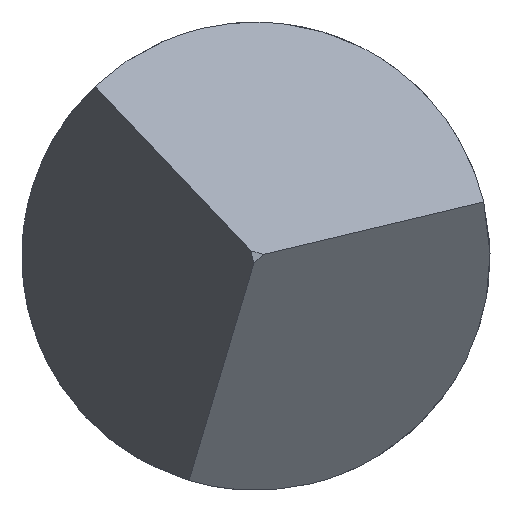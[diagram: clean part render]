
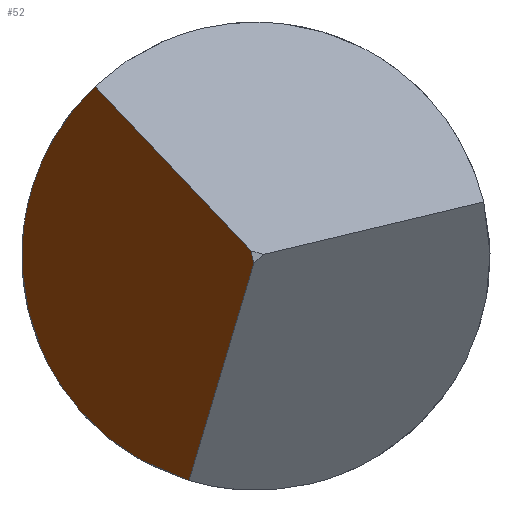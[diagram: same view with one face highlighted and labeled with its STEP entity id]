
A CAD part, left-side view. The second image highlights one B-rep face of the part: STEP entity #52.
In plain terms, the highlighted planar face has unit normal (-0.545, 0.816, -0.194).
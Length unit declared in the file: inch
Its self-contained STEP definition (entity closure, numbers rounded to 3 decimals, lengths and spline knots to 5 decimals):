
#27 = PLANE ( 'NONE',  #1016 ) ;
#43 = CARTESIAN_POINT ( 'NONE',  ( -0.5165, 0.21664, 0.90767 ) ) ;
#44 = DIRECTION ( 'NONE',  ( -0.545, 0.816, -0.194 ) ) ;
#47 = DIRECTION ( 'NONE',  ( -0.839, -0.53, 0.126 ) ) ;
#52 = ADVANCED_FACE ( 'NONE', ( #858 ), #27, .T. ) ;
#89 = VERTEX_POINT ( 'NONE', #381 ) ;
#98 =( BOUNDED_CURVE ( )  B_SPLINE_CURVE ( 3, ( #883, #946, #863, #861 ),
 .UNSPECIFIED., .F., .F. ) 
 B_SPLINE_CURVE_WITH_KNOTS ( ( 4, 4 ),
 ( 2.0944, 4.18879 ),
 .UNSPECIFIED. ) 
 CURVE ( )  GEOMETRIC_REPRESENTATION_ITEM ( )  RATIONAL_B_SPLINE_CURVE ( ( 1., 0.667, 0.667, 1. ) ) 
 REPRESENTATION_ITEM ( '' )  );
#109 = VERTEX_POINT ( 'NONE', #523 ) ;
#169 = CARTESIAN_POINT ( 'NONE',  ( -0.5165, 0.21664, 0.90767 ) ) ;
#181 = DIRECTION ( 'NONE',  ( 0., -0.232, -0.973 ) ) ;
#255 = VECTOR ( 'NONE', #1064, 39.37008 ) ;
#259 = LINE ( 'NONE', #972, #255 ) ;
#305 = CARTESIAN_POINT ( 'NONE',  ( -0.49333, 0.02137, 0.0226 ) ) ;
#313 = VECTOR ( 'NONE', #181, 39.37008 ) ;
#322 = LINE ( 'NONE', #169, #313 ) ;
#364 = LINE ( 'NONE', #762, #366 ) ;
#366 = VECTOR ( 'NONE', #755, 39.37008 ) ;
#377 = VERTEX_POINT ( 'NONE', #614 ) ;
#381 = CARTESIAN_POINT ( 'NONE',  ( -0.49333, 0.00889, -0.0298 ) ) ;
#392 = ORIENTED_EDGE ( 'NONE', *, *, #559, .F. ) ;
#445 = EDGE_CURVE ( 'NONE', #89, #377, #364, .T. ) ;
#520 = ORIENTED_EDGE ( 'NONE', *, *, #1030, .T. ) ;
#523 = CARTESIAN_POINT ( 'NONE',  ( -0.5165, 0.00069, 0.00073 ) ) ;
#559 = EDGE_CURVE ( 'NONE', #109, #377, #322, .T. ) ;
#614 = CARTESIAN_POINT ( 'NONE',  ( -0.5165, 0.00029, -0.00096 ) ) ;
#662 = EDGE_LOOP ( 'NONE', ( #392, #520, #826, #754 ) ) ;
#754 = ORIENTED_EDGE ( 'NONE', *, *, #445, .T. ) ;
#755 = DIRECTION ( 'NONE',  ( -0.61, -0.226, 0.759 ) ) ;
#762 = CARTESIAN_POINT ( 'NONE',  ( -0.9075, -0.14486, 0.4857 ) ) ;
#826 = ORIENTED_EDGE ( 'NONE', *, *, #1067, .F. ) ;
#858 = FACE_OUTER_BOUND ( 'NONE', #662, .T. ) ;
#861 = CARTESIAN_POINT ( 'NONE',  ( -0.49333, 0.02137, 0.0226 ) ) ;
#863 = CARTESIAN_POINT ( 'NONE',  ( -0.45741, 0.04094, 0.0041 ) ) ;
#883 = CARTESIAN_POINT ( 'NONE',  ( -0.49333, 0.00889, -0.0298 ) ) ;
#946 = CARTESIAN_POINT ( 'NONE',  ( -0.45741, 0.0347, -0.02211 ) ) ;
#972 = CARTESIAN_POINT ( 'NONE',  ( -0.12622, 0.34893, 0.36907 ) ) ;
#1016 = AXIS2_PLACEMENT_3D ( 'NONE', #43, #44, #47 ) ;
#1030 = EDGE_CURVE ( 'NONE', #109, #1137, #259, .T. ) ;
#1064 = DIRECTION ( 'NONE',  ( 0.61, 0.544, 0.576 ) ) ;
#1067 = EDGE_CURVE ( 'NONE', #89, #1137, #98, .T. ) ;
#1137 = VERTEX_POINT ( 'NONE', #305 ) ;
